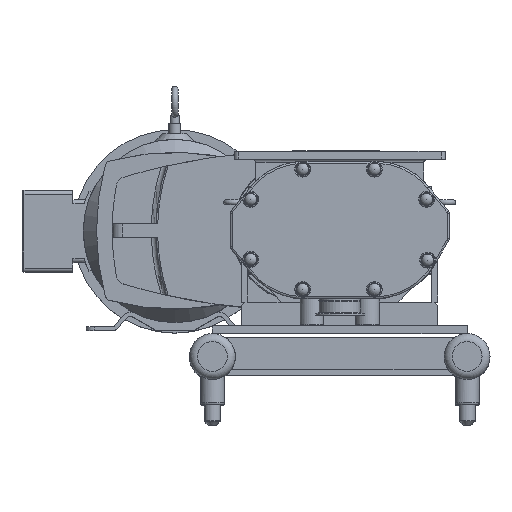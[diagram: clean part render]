
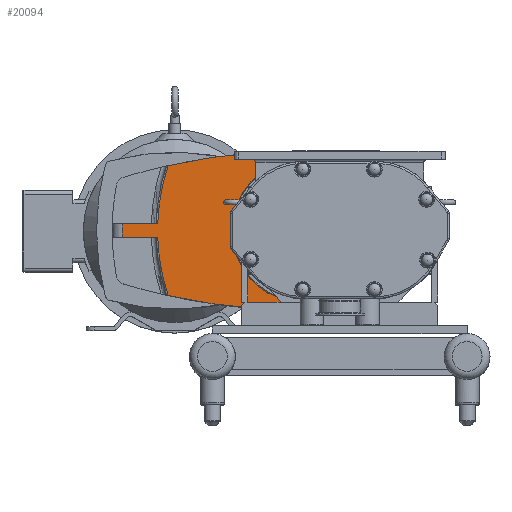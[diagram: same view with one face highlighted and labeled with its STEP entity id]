
A CAD part, top view. The second image highlights one B-rep face of the part: STEP entity #20094.
In plain terms, the highlighted planar face has unit normal (0, 0, 1).
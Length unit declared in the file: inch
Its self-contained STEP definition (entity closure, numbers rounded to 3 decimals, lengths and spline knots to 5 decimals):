
#1020=PLANE('',#22064);
#2254=LINE('',#35124,#3757);
#2255=LINE('',#35128,#3758);
#2256=LINE('',#35134,#3759);
#2257=LINE('',#35136,#3760);
#2258=LINE('',#35138,#3761);
#3757=VECTOR('',#27037,0.3937);
#3758=VECTOR('',#27040,0.3937);
#3759=VECTOR('',#27045,0.3937);
#3760=VECTOR('',#27046,0.3937);
#3761=VECTOR('',#27047,0.3937);
#4585=FACE_BOUND('',#6787,.T.);
#5608=FACE_OUTER_BOUND('',#6786,.T.);
#6786=EDGE_LOOP('',(#17691,#17692,#17693,#17694,#17695,#17696,#17697,#17698,
#17699,#17700));
#6787=EDGE_LOOP('',(#17701));
#7924=CIRCLE('',#22065,15.12);
#7925=CIRCLE('',#22066,12.9);
#7926=CIRCLE('',#22067,39.37);
#7927=CIRCLE('',#22068,39.37);
#7928=CIRCLE('',#22069,12.9);
#7929=CIRCLE('',#22070,4.5275);
#9696=VERTEX_POINT('',#35122);
#9697=VERTEX_POINT('',#35123);
#9698=VERTEX_POINT('',#35125);
#9699=VERTEX_POINT('',#35127);
#9700=VERTEX_POINT('',#35129);
#9701=VERTEX_POINT('',#35131);
#9702=VERTEX_POINT('',#35133);
#9703=VERTEX_POINT('',#35135);
#9704=VERTEX_POINT('',#35137);
#9705=VERTEX_POINT('',#35139);
#9706=VERTEX_POINT('',#35142);
#12458=EDGE_CURVE('',#9696,#9697,#2254,.T.);
#12459=EDGE_CURVE('',#9698,#9697,#7924,.T.);
#12460=EDGE_CURVE('',#9698,#9699,#2255,.T.);
#12461=EDGE_CURVE('',#9700,#9699,#7925,.T.);
#12462=EDGE_CURVE('',#9701,#9700,#7926,.T.);
#12463=EDGE_CURVE('',#9702,#9701,#2256,.T.);
#12464=EDGE_CURVE('',#9703,#9702,#2257,.T.);
#12465=EDGE_CURVE('',#9704,#9703,#2258,.T.);
#12466=EDGE_CURVE('',#9705,#9704,#7927,.T.);
#12467=EDGE_CURVE('',#9696,#9705,#7928,.T.);
#12468=EDGE_CURVE('',#9706,#9706,#7929,.T.);
#17691=ORIENTED_EDGE('',*,*,#12458,.T.);
#17692=ORIENTED_EDGE('',*,*,#12459,.F.);
#17693=ORIENTED_EDGE('',*,*,#12460,.T.);
#17694=ORIENTED_EDGE('',*,*,#12461,.F.);
#17695=ORIENTED_EDGE('',*,*,#12462,.F.);
#17696=ORIENTED_EDGE('',*,*,#12463,.F.);
#17697=ORIENTED_EDGE('',*,*,#12464,.F.);
#17698=ORIENTED_EDGE('',*,*,#12465,.F.);
#17699=ORIENTED_EDGE('',*,*,#12466,.F.);
#17700=ORIENTED_EDGE('',*,*,#12467,.F.);
#17701=ORIENTED_EDGE('',*,*,#12468,.T.);
#20094=ADVANCED_FACE('',(#5608,#4585),#1020,.T.);
#22064=AXIS2_PLACEMENT_3D('',#35121,#27035,#27036);
#22065=AXIS2_PLACEMENT_3D('',#35126,#27038,#27039);
#22066=AXIS2_PLACEMENT_3D('',#35130,#27041,#27042);
#22067=AXIS2_PLACEMENT_3D('',#35132,#27043,#27044);
#22068=AXIS2_PLACEMENT_3D('',#35140,#27048,#27049);
#22069=AXIS2_PLACEMENT_3D('',#35141,#27050,#27051);
#22070=AXIS2_PLACEMENT_3D('',#35143,#27052,#27053);
#27035=DIRECTION('center_axis',(0.,0.,
1.));
#27036=DIRECTION('ref_axis',(0.,1.,0.));
#27037=DIRECTION('',(-1.,0.,0.));
#27038=DIRECTION('center_axis',(0.,0.,
-1.));
#27039=DIRECTION('ref_axis',(-1.,0.,0.));
#27040=DIRECTION('',(1.,0.,0.));
#27041=DIRECTION('center_axis',(0.,0.,
-1.));
#27042=DIRECTION('ref_axis',(-0.985,-0.175,0.));
#27043=DIRECTION('center_axis',(0.,0.,
-1.));
#27044=DIRECTION('ref_axis',(0.297,0.955,0.));
#27045=DIRECTION('',(-1.,0.,0.));
#27046=DIRECTION('',(0.,-1.,0.));
#27047=DIRECTION('',(1.,0.,0.));
#27048=DIRECTION('center_axis',(0.,0.,
-1.));
#27049=DIRECTION('ref_axis',(0.,-1.,0.));
#27050=DIRECTION('center_axis',(0.,0.,
-1.));
#27051=DIRECTION('ref_axis',(-0.985,0.175,0.));
#27052=DIRECTION('center_axis',(0.,0.,
-1.));
#27053=DIRECTION('ref_axis',(0.,-1.,0.));
#35121=CARTESIAN_POINT('Origin',(-4.45062,0.,
-19.615));
#35122=CARTESIAN_POINT('',(-11.43873,0.433,-19.615));
#35123=CARTESIAN_POINT('',(-13.6598,0.433,-19.615));
#35124=CARTESIAN_POINT('',(-7.9947,0.433,-19.615));
#35125=CARTESIAN_POINT('',(-13.6598,-0.433,-19.615));
#35126=CARTESIAN_POINT('Origin',(1.454,0.,-19.615));
#35127=CARTESIAN_POINT('',(-11.43873,-0.433,-19.615));
#35128=CARTESIAN_POINT('',(-9.37033,-0.433,-19.615));
#35129=CARTESIAN_POINT('',(-10.78254,-4.08376,-19.615));
#35130=CARTESIAN_POINT('Origin',(1.454,0.,-19.615));
#35131=CARTESIAN_POINT('',(-2.25,-5.0195,-19.615));
#35132=CARTESIAN_POINT('Origin',(-2.25,34.3505,-19.615));
#35133=CARTESIAN_POINT('',(2.514,-5.0195,-19.615));
#35134=CARTESIAN_POINT('',(2.514,-5.0195,-19.615));
#35135=CARTESIAN_POINT('',(2.514,5.0195,-19.615));
#35136=CARTESIAN_POINT('',(2.514,5.0195,-19.615));
#35137=CARTESIAN_POINT('',(-2.25,5.0195,-19.615));
#35138=CARTESIAN_POINT('',(-2.25,5.0195,-19.615));
#35139=CARTESIAN_POINT('',(-10.78254,4.08376,-19.615));
#35140=CARTESIAN_POINT('Origin',(-2.25,-34.3505,-19.615));
#35141=CARTESIAN_POINT('Origin',(1.454,0.,-19.615));
#35142=CARTESIAN_POINT('',(-2.25,4.5275,-19.615));
#35143=CARTESIAN_POINT('Origin',(-2.25,0.,
-19.615));
